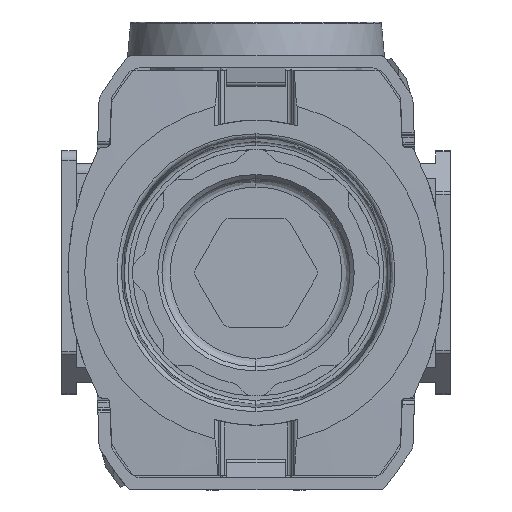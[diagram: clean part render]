
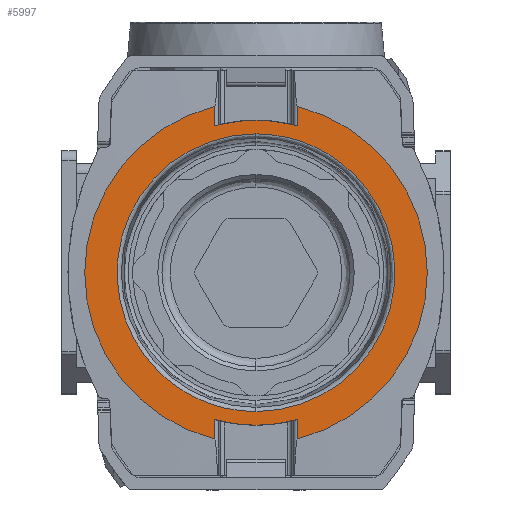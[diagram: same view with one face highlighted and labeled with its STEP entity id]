
A CAD part, front view. The second image highlights one B-rep face of the part: STEP entity #5997.
In plain terms, the highlighted planar face has unit normal (0, -1, 0).
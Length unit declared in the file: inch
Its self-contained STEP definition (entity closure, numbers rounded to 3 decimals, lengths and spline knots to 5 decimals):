
#808 = VERTEX_POINT ( 'NONE', #43026 ) ;
#1344 = CARTESIAN_POINT ( 'NONE',  ( -1.30829, 0., 0.65414 ) ) ;
#1472 = DIRECTION ( 'NONE',  ( 0., 1., 0. ) ) ;
#2031 = DIRECTION ( 'NONE',  ( 0., 1., 0. ) ) ;
#2378 = LINE ( 'NONE', #23949, #38953 ) ;
#2515 = EDGE_CURVE ( 'NONE', #48280, #42896, #17891, .T. ) ;
#2668 = DIRECTION ( 'NONE',  ( 0., 0., 1. ) ) ;
#2704 = DIRECTION ( 'NONE',  ( 0., 0., 1. ) ) ;
#2922 = ORIENTED_EDGE ( 'NONE', *, *, #19753, .F. ) ;
#3928 = EDGE_CURVE ( 'NONE', #21958, #60417, #69415, .T. ) ;
#3985 = AXIS2_PLACEMENT_3D ( 'NONE', #39101, #51097, #2704 ) ;
#4843 = VERTEX_POINT ( 'NONE', #7695 ) ;
#5118 = AXIS2_PLACEMENT_3D ( 'NONE', #29534, #51059, #2668 ) ;
#5440 = ORIENTED_EDGE ( 'NONE', *, *, #38405, .F. ) ;
#5946 = EDGE_CURVE ( 'NONE', #42896, #49614, #18769, .T. ) ;
#5997 = ADVANCED_FACE ( 'NONE', ( #55361, #8063 ), #29586, .F. ) ;
#7450 = CARTESIAN_POINT ( 'NONE',  ( -0.1952, 0., -0.69148 ) ) ;
#7584 = CARTESIAN_POINT ( 'NONE',  ( 0., 0., -0.65414 ) ) ;
#7648 = EDGE_CURVE ( 'NONE', #22612, #808, #45726, .T. ) ;
#7695 = CARTESIAN_POINT ( 'NONE',  ( 0., 0., -0.65414 ) ) ;
#8063 = FACE_OUTER_BOUND ( 'NONE', #54579, .T. ) ;
#9013 = CIRCLE ( 'NONE', #64259, 0.7185 ) ;
#10902 = ORIENTED_EDGE ( 'NONE', *, *, #5946, .F. ) ;
#11102 =( BOUNDED_CURVE ( )  B_SPLINE_CURVE ( 3, ( #61370, #1344, #66361, #61032 ),
 .UNSPECIFIED., .F., .F. ) 
 B_SPLINE_CURVE_WITH_KNOTS ( ( 4, 4 ),
 ( 0.5, 1. ),
 .UNSPECIFIED. ) 
 CURVE ( )  GEOMETRIC_REPRESENTATION_ITEM ( )  RATIONAL_B_SPLINE_CURVE ( ( 1., 0.333, 0.333, 1. ) ) 
 REPRESENTATION_ITEM ( '' )  );
#11905 = VECTOR ( 'NONE', #33493, 39.37008 ) ;
#11999 = CARTESIAN_POINT ( 'NONE',  ( 0.1952, 0., -0.69148 ) ) ;
#12032 = EDGE_CURVE ( 'NONE', #4843, #44951, #12630, .T. ) ;
#12630 =( BOUNDED_CURVE ( )  B_SPLINE_CURVE ( 3, ( #7584, #68307, #51693, #19587 ),
 .UNSPECIFIED., .F., .F. ) 
 B_SPLINE_CURVE_WITH_KNOTS ( ( 4, 4 ),
 ( 0., 0.5 ),
 .UNSPECIFIED. ) 
 CURVE ( )  GEOMETRIC_REPRESENTATION_ITEM ( )  RATIONAL_B_SPLINE_CURVE ( ( 1., 0.333, 0.333, 1. ) ) 
 REPRESENTATION_ITEM ( '' )  );
#13413 = EDGE_CURVE ( 'NONE', #808, #48280, #9013, .T. ) ;
#15580 = VERTEX_POINT ( 'NONE', #11999 ) ;
#15831 = EDGE_LOOP ( 'NONE', ( #37586, #53564 ) ) ;
#17602 = CARTESIAN_POINT ( 'NONE',  ( -0.71824, 0., 0.57087 ) ) ;
#17891 = LINE ( 'NONE', #38678, #21209 ) ;
#17983 = DIRECTION ( 'NONE',  ( 0., 0., 1. ) ) ;
#18662 = DIRECTION ( 'NONE',  ( 0., 0., 1. ) ) ;
#18769 = CIRCLE ( 'NONE', #24395, 0.80709 ) ;
#19587 = CARTESIAN_POINT ( 'NONE',  ( 0., 0., 0.65414 ) ) ;
#19753 = EDGE_CURVE ( 'NONE', #49614, #15580, #2378, .T. ) ;
#20889 = EDGE_CURVE ( 'NONE', #67117, #22612, #55012, .T. ) ;
#21194 = CARTESIAN_POINT ( 'NONE',  ( -0.1952, 0., 0.69148 ) ) ;
#21209 = VECTOR ( 'NONE', #43286, 39.37008 ) ;
#21410 = AXIS2_PLACEMENT_3D ( 'NONE', #47277, #57528, #46241 ) ;
#21958 = VERTEX_POINT ( 'NONE', #7450 ) ;
#22592 = CARTESIAN_POINT ( 'NONE',  ( -0.1952, 0., 0.78312 ) ) ;
#22612 = VERTEX_POINT ( 'NONE', #21194 ) ;
#23056 = CARTESIAN_POINT ( 'NONE',  ( -0.1952, 0., -0.78312 ) ) ;
#23545 = ORIENTED_EDGE ( 'NONE', *, *, #20889, .F. ) ;
#23949 = CARTESIAN_POINT ( 'NONE',  ( 0.1952, 0., 0.57087 ) ) ;
#24395 = AXIS2_PLACEMENT_3D ( 'NONE', #61719, #39822, #55698 ) ;
#27218 = VECTOR ( 'NONE', #31986, 39.37008 ) ;
#29091 = CARTESIAN_POINT ( 'NONE',  ( 0.1952, 0., 0.69148 ) ) ;
#29534 = CARTESIAN_POINT ( 'NONE',  ( 0., 0., 0. ) ) ;
#29586 = PLANE ( 'NONE',  #58198 ) ;
#29744 = ORIENTED_EDGE ( 'NONE', *, *, #7648, .F. ) ;
#31986 = DIRECTION ( 'NONE',  ( 0., 0., -1. ) ) ;
#33346 = ORIENTED_EDGE ( 'NONE', *, *, #2515, .F. ) ;
#33493 = DIRECTION ( 'NONE',  ( 0., 0., -1. ) ) ;
#33787 = CIRCLE ( 'NONE', #21410, 0.7185 ) ;
#34581 = EDGE_CURVE ( 'NONE', #15580, #21958, #33787, .T. ) ;
#36644 = EDGE_CURVE ( 'NONE', #44951, #4843, #11102, .T. ) ;
#37586 = ORIENTED_EDGE ( 'NONE', *, *, #12032, .F. ) ;
#38405 = EDGE_CURVE ( 'NONE', #60417, #67117, #41209, .T. ) ;
#38678 = CARTESIAN_POINT ( 'NONE',  ( 0.1952, 0., 0.57087 ) ) ;
#38953 = VECTOR ( 'NONE', #18662, 39.37008 ) ;
#39101 = CARTESIAN_POINT ( 'NONE',  ( 0., 0., 0. ) ) ;
#39113 = ORIENTED_EDGE ( 'NONE', *, *, #3928, .F. ) ;
#39822 = DIRECTION ( 'NONE',  ( 0., 1., 0. ) ) ;
#41209 = CIRCLE ( 'NONE', #5118, 0.80709 ) ;
#42896 = VERTEX_POINT ( 'NONE', #65304 ) ;
#43026 = CARTESIAN_POINT ( 'NONE',  ( 0., 0., 0.7185 ) ) ;
#43286 = DIRECTION ( 'NONE',  ( 0., 0., 1. ) ) ;
#44951 = VERTEX_POINT ( 'NONE', #46033 ) ;
#45726 = CIRCLE ( 'NONE', #3985, 0.7185 ) ;
#46033 = CARTESIAN_POINT ( 'NONE',  ( 0., 0., 0.65414 ) ) ;
#46241 = DIRECTION ( 'NONE',  ( 0., 0., 1. ) ) ;
#47277 = CARTESIAN_POINT ( 'NONE',  ( 0., 0., 0. ) ) ;
#48280 = VERTEX_POINT ( 'NONE', #29091 ) ;
#49614 = VERTEX_POINT ( 'NONE', #53058 ) ;
#49746 = CARTESIAN_POINT ( 'NONE',  ( -0.1952, 0., 0.57087 ) ) ;
#49879 = CARTESIAN_POINT ( 'NONE',  ( 0., 0., 0. ) ) ;
#50215 = DIRECTION ( 'NONE',  ( 0., 0., 1. ) ) ;
#50363 = ORIENTED_EDGE ( 'NONE', *, *, #13413, .F. ) ;
#51024 = ORIENTED_EDGE ( 'NONE', *, *, #34581, .F. ) ;
#51059 = DIRECTION ( 'NONE',  ( 0., 1., 0. ) ) ;
#51097 = DIRECTION ( 'NONE',  ( 0., 1., 0. ) ) ;
#51693 = CARTESIAN_POINT ( 'NONE',  ( 1.30829, 0., 0.65414 ) ) ;
#53058 = CARTESIAN_POINT ( 'NONE',  ( 0.1952, 0., -0.78312 ) ) ;
#53564 = ORIENTED_EDGE ( 'NONE', *, *, #36644, .F. ) ;
#54579 = EDGE_LOOP ( 'NONE', ( #10902, #33346, #50363, #29744, #23545, #5440, #39113, #51024, #2922 ) ) ;
#55012 = LINE ( 'NONE', #49746, #11905 ) ;
#55361 = FACE_BOUND ( 'NONE', #15831, .T. ) ;
#55698 = DIRECTION ( 'NONE',  ( -1., 0., 0. ) ) ;
#57528 = DIRECTION ( 'NONE',  ( 0., 1., 0. ) ) ;
#58198 = AXIS2_PLACEMENT_3D ( 'NONE', #17602, #2031, #17983 ) ;
#58489 = CARTESIAN_POINT ( 'NONE',  ( -0.1952, 0., 0.57087 ) ) ;
#60417 = VERTEX_POINT ( 'NONE', #23056 ) ;
#61032 = CARTESIAN_POINT ( 'NONE',  ( 0., 0., -0.65414 ) ) ;
#61370 = CARTESIAN_POINT ( 'NONE',  ( 0., 0., 0.65414 ) ) ;
#61719 = CARTESIAN_POINT ( 'NONE',  ( 0., 0., 0. ) ) ;
#64259 = AXIS2_PLACEMENT_3D ( 'NONE', #49879, #1472, #50215 ) ;
#65304 = CARTESIAN_POINT ( 'NONE',  ( 0.1952, 0., 0.78312 ) ) ;
#66361 = CARTESIAN_POINT ( 'NONE',  ( -1.30829, 0., -0.65414 ) ) ;
#67117 = VERTEX_POINT ( 'NONE', #22592 ) ;
#68307 = CARTESIAN_POINT ( 'NONE',  ( 1.30829, 0., -0.65414 ) ) ;
#69415 = LINE ( 'NONE', #58489, #27218 ) ;
